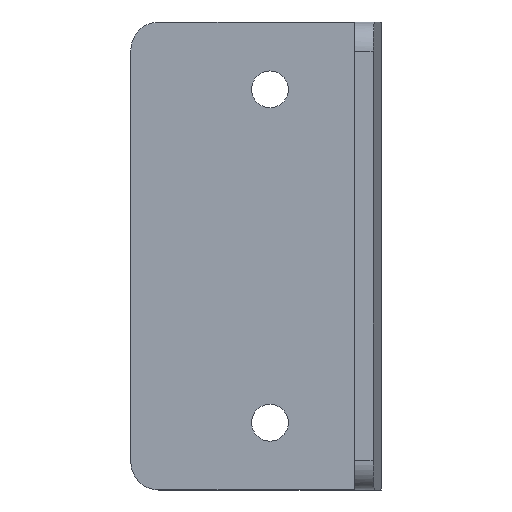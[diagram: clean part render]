
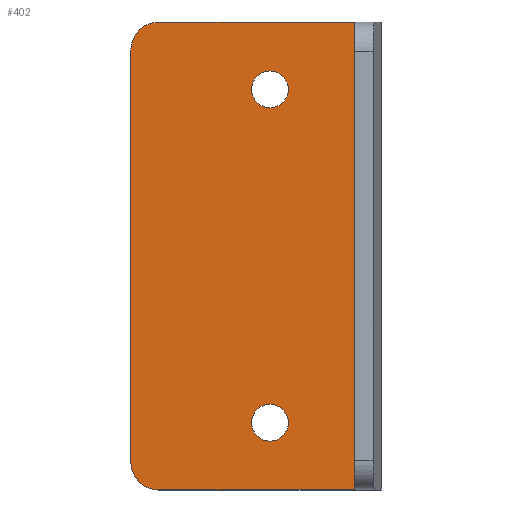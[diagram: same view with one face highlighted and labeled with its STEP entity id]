
A CAD part, top view. The second image highlights one B-rep face of the part: STEP entity #402.
In plain terms, the highlighted planar face has unit normal (0, 0, 1).
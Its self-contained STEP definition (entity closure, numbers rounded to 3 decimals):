
#11 = DIRECTION ( 'NONE',  ( 0., -1., 0. ) ) ;
#32 = CIRCLE ( 'NONE', #200, 3.3 ) ;
#36 = ORIENTED_EDGE ( 'NONE', *, *, #470, .T. ) ;
#47 = ORIENTED_EDGE ( 'NONE', *, *, #379, .T. ) ;
#51 = DIRECTION ( 'NONE',  ( 1., 0., 0. ) ) ;
#55 = CARTESIAN_POINT ( 'NONE',  ( 17.7, 41.95, 4.9 ) ) ;
#60 = CARTESIAN_POINT ( 'NONE',  ( -17.45, -41.95, 4.9 ) ) ;
#85 = VERTEX_POINT ( 'NONE', #351 ) ;
#95 = PLANE ( 'NONE',  #350 ) ;
#108 = LINE ( 'NONE', #460, #601 ) ;
#121 = EDGE_CURVE ( 'NONE', #85, #448, #262, .T. ) ;
#122 = LINE ( 'NONE', #293, #619 ) ;
#134 = VECTOR ( 'NONE', #353, 1000. ) ;
#138 = ORIENTED_EDGE ( 'NONE', *, *, #169, .F. ) ;
#144 = DIRECTION ( 'NONE',  ( 1., 0., 0. ) ) ;
#147 = EDGE_LOOP ( 'NONE', ( #180, #188 ) ) ;
#154 = DIRECTION ( 'NONE',  ( 0., 0., 1. ) ) ;
#169 = EDGE_CURVE ( 'NONE', #290, #535, #571, .T. ) ;
#171 = CARTESIAN_POINT ( 'NONE',  ( -22.45, 36.95, 4.9 ) ) ;
#178 = CIRCLE ( 'NONE', #431, 5. ) ;
#180 = ORIENTED_EDGE ( 'NONE', *, *, #121, .F. ) ;
#188 = ORIENTED_EDGE ( 'NONE', *, *, #497, .F. ) ;
#193 = CIRCLE ( 'NONE', #280, 3.3 ) ;
#197 = EDGE_CURVE ( 'NONE', #304, #278, #275, .T. ) ;
#200 = AXIS2_PLACEMENT_3D ( 'NONE', #548, #465, #51 ) ;
#207 = EDGE_CURVE ( 'NONE', #278, #392, #423, .T. ) ;
#221 = DIRECTION ( 'NONE',  ( 0., 0., 1. ) ) ;
#235 = CARTESIAN_POINT ( 'NONE',  ( -17.45, -36.95, 4.9 ) ) ;
#252 = ORIENTED_EDGE ( 'NONE', *, *, #207, .T. ) ;
#253 = CARTESIAN_POINT ( 'NONE',  ( 5.8, -29.896, 4.9 ) ) ;
#257 = DIRECTION ( 'NONE',  ( 1., 0., 0. ) ) ;
#261 = DIRECTION ( 'NONE',  ( 0., 0., 1. ) ) ;
#262 = CIRCLE ( 'NONE', #348, 3.3 ) ;
#272 = VECTOR ( 'NONE', #11, 1000. ) ;
#275 = CIRCLE ( 'NONE', #629, 5. ) ;
#278 = VERTEX_POINT ( 'NONE', #171 ) ;
#280 = AXIS2_PLACEMENT_3D ( 'NONE', #572, #520, #476 ) ;
#290 = VERTEX_POINT ( 'NONE', #311 ) ;
#293 = CARTESIAN_POINT ( 'NONE',  ( -17.45, -41.95, 4.9 ) ) ;
#304 = VERTEX_POINT ( 'NONE', #385 ) ;
#305 = DIRECTION ( 'NONE',  ( 0., 0., 1. ) ) ;
#311 = CARTESIAN_POINT ( 'NONE',  ( 5.8, 29.896, 4.9 ) ) ;
#317 = DIRECTION ( 'NONE',  ( 1., 0., 0. ) ) ;
#328 = DIRECTION ( 'NONE',  ( 1., 0., 0. ) ) ;
#337 = CARTESIAN_POINT ( 'NONE',  ( -22.45, -36.95, 4.9 ) ) ;
#338 = AXIS2_PLACEMENT_3D ( 'NONE', #468, #261, #257 ) ;
#341 = ORIENTED_EDGE ( 'NONE', *, *, #539, .F. ) ;
#342 = FACE_BOUND ( 'NONE', #147, .T. ) ;
#348 = AXIS2_PLACEMENT_3D ( 'NONE', #534, #154, #550 ) ;
#349 = EDGE_CURVE ( 'NONE', #505, #445, #122, .T. ) ;
#350 = AXIS2_PLACEMENT_3D ( 'NONE', #641, #305, #144 ) ;
#351 = CARTESIAN_POINT ( 'NONE',  ( -0.8, -29.896, 4.9 ) ) ;
#353 = DIRECTION ( 'NONE',  ( -1., 0., 0. ) ) ;
#379 = EDGE_CURVE ( 'NONE', #392, #505, #178, .T. ) ;
#383 = DIRECTION ( 'NONE',  ( 1., 0., 0. ) ) ;
#385 = CARTESIAN_POINT ( 'NONE',  ( -17.45, 41.95, 4.9 ) ) ;
#392 = VERTEX_POINT ( 'NONE', #337 ) ;
#399 = EDGE_LOOP ( 'NONE', ( #341, #138 ) ) ;
#402 = ADVANCED_FACE ( 'NONE', ( #537, #342, #486 ), #95, .T. ) ;
#407 = EDGE_CURVE ( 'NONE', #433, #445, #108, .T. ) ;
#412 = ORIENTED_EDGE ( 'NONE', *, *, #407, .F. ) ;
#423 = LINE ( 'NONE', #504, #272 ) ;
#431 = AXIS2_PLACEMENT_3D ( 'NONE', #235, #622, #383 ) ;
#433 = VERTEX_POINT ( 'NONE', #55 ) ;
#445 = VERTEX_POINT ( 'NONE', #594 ) ;
#448 = VERTEX_POINT ( 'NONE', #253 ) ;
#460 = CARTESIAN_POINT ( 'NONE',  ( 17.7, 41.95, 4.9 ) ) ;
#465 = DIRECTION ( 'NONE',  ( 0., 0., 1. ) ) ;
#468 = CARTESIAN_POINT ( 'NONE',  ( 2.5, 29.896, 4.9 ) ) ;
#470 = EDGE_CURVE ( 'NONE', #433, #304, #597, .T. ) ;
#476 = DIRECTION ( 'NONE',  ( 1., 0., 0. ) ) ;
#486 = FACE_OUTER_BOUND ( 'NONE', #633, .T. ) ;
#496 = ORIENTED_EDGE ( 'NONE', *, *, #197, .T. ) ;
#497 = EDGE_CURVE ( 'NONE', #448, #85, #32, .T. ) ;
#498 = DIRECTION ( 'NONE',  ( 0., -1., 0. ) ) ;
#504 = CARTESIAN_POINT ( 'NONE',  ( -22.45, -36.95, 4.9 ) ) ;
#505 = VERTEX_POINT ( 'NONE', #60 ) ;
#509 = CARTESIAN_POINT ( 'NONE',  ( -17.45, 41.95, 4.9 ) ) ;
#510 = CARTESIAN_POINT ( 'NONE',  ( -17.45, 36.95, 4.9 ) ) ;
#520 = DIRECTION ( 'NONE',  ( 0., 0., 1. ) ) ;
#534 = CARTESIAN_POINT ( 'NONE',  ( 2.5, -29.896, 4.9 ) ) ;
#535 = VERTEX_POINT ( 'NONE', #564 ) ;
#537 = FACE_BOUND ( 'NONE', #399, .T. ) ;
#539 = EDGE_CURVE ( 'NONE', #535, #290, #193, .T. ) ;
#543 = ORIENTED_EDGE ( 'NONE', *, *, #349, .T. ) ;
#548 = CARTESIAN_POINT ( 'NONE',  ( 2.5, -29.896, 4.9 ) ) ;
#550 = DIRECTION ( 'NONE',  ( 1., 0., 0. ) ) ;
#564 = CARTESIAN_POINT ( 'NONE',  ( -0.8, 29.896, 4.9 ) ) ;
#571 = CIRCLE ( 'NONE', #338, 3.3 ) ;
#572 = CARTESIAN_POINT ( 'NONE',  ( 2.5, 29.896, 4.9 ) ) ;
#594 = CARTESIAN_POINT ( 'NONE',  ( 17.7, -41.95, 4.9 ) ) ;
#597 = LINE ( 'NONE', #509, #134 ) ;
#601 = VECTOR ( 'NONE', #498, 1000. ) ;
#619 = VECTOR ( 'NONE', #328, 1000. ) ;
#622 = DIRECTION ( 'NONE',  ( 0., 0., 1. ) ) ;
#629 = AXIS2_PLACEMENT_3D ( 'NONE', #510, #221, #317 ) ;
#633 = EDGE_LOOP ( 'NONE', ( #412, #36, #496, #252, #47, #543 ) ) ;
#641 = CARTESIAN_POINT ( 'NONE',  ( -17.45, 36.95, 4.9 ) ) ;
